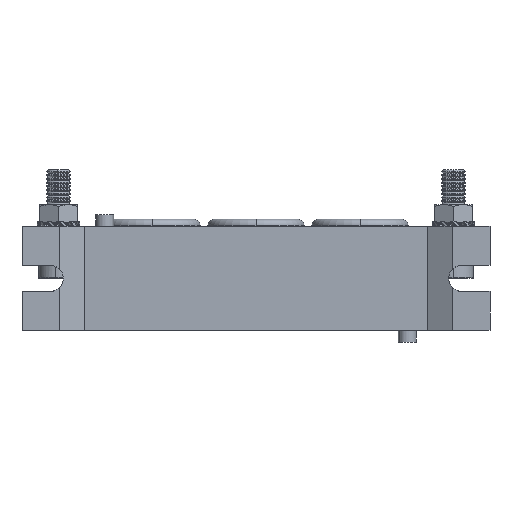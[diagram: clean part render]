
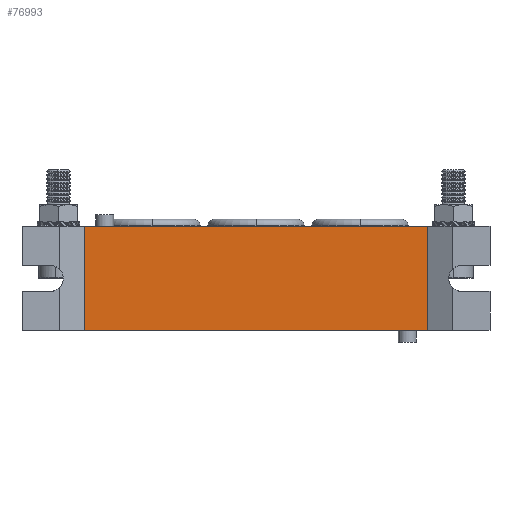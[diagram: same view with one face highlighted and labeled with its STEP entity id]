
A CAD part, front view. The second image highlights one B-rep face of the part: STEP entity #76993.
In plain terms, the highlighted planar face has unit normal (0, -1, 0).
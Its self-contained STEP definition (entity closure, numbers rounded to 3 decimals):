
#5637 = VERTEX_POINT ( 'NONE', #41446 ) ;
#7138 = VECTOR ( 'NONE', #39704, 1000. ) ;
#12118 = AXIS2_PLACEMENT_3D ( 'NONE', #67712, #30244, #73966 ) ;
#13387 = ORIENTED_EDGE ( 'NONE', *, *, #76756, .F. ) ;
#14476 = CARTESIAN_POINT ( 'NONE',  ( 36.304, 3., 0. ) ) ;
#15121 = LINE ( 'NONE', #45624, #29831 ) ;
#16056 = VECTOR ( 'NONE', #44230, 1000. ) ;
#16340 = EDGE_CURVE ( 'NONE', #44778, #20555, #78697, .T. ) ;
#16538 = EDGE_LOOP ( 'NONE', ( #13387, #16813, #55622, #54139 ) ) ;
#16813 = ORIENTED_EDGE ( 'NONE', *, *, #16340, .F. ) ;
#16978 = VECTOR ( 'NONE', #51262, 1000. ) ;
#20555 = VERTEX_POINT ( 'NONE', #14476 ) ;
#20664 = DIRECTION ( 'NONE',  ( -1., 0., 0. ) ) ;
#20924 = FACE_OUTER_BOUND ( 'NONE', #16538, .T. ) ;
#25336 = CARTESIAN_POINT ( 'NONE',  ( 36.304, 3., 22. ) ) ;
#26131 = CARTESIAN_POINT ( 'NONE',  ( -36.304, 3., 22. ) ) ;
#26580 = CARTESIAN_POINT ( 'NONE',  ( 36.304, 3., 22. ) ) ;
#26786 = EDGE_CURVE ( 'NONE', #5637, #55033, #48334, .T. ) ;
#29831 = VECTOR ( 'NONE', #20664, 1000. ) ;
#30244 = DIRECTION ( 'NONE',  ( 0., -1., 0. ) ) ;
#39704 = DIRECTION ( 'NONE',  ( -1., 0., 0. ) ) ;
#41446 = CARTESIAN_POINT ( 'NONE',  ( -36.304, 3., 22. ) ) ;
#42539 = PLANE ( 'NONE',  #12118 ) ;
#43166 = CARTESIAN_POINT ( 'NONE',  ( -36.304, 3., 0. ) ) ;
#44230 = DIRECTION ( 'NONE',  ( 0., 0., -1. ) ) ;
#44778 = VERTEX_POINT ( 'NONE', #26580 ) ;
#45624 = CARTESIAN_POINT ( 'NONE',  ( 0., 3., 0. ) ) ;
#46005 = CARTESIAN_POINT ( 'NONE',  ( 0., 3., 22. ) ) ;
#48334 = LINE ( 'NONE', #26131, #16978 ) ;
#51262 = DIRECTION ( 'NONE',  ( 0., 0., -1. ) ) ;
#54139 = ORIENTED_EDGE ( 'NONE', *, *, #26786, .T. ) ;
#55033 = VERTEX_POINT ( 'NONE', #43166 ) ;
#55622 = ORIENTED_EDGE ( 'NONE', *, *, #67458, .T. ) ;
#57125 = LINE ( 'NONE', #46005, #7138 ) ;
#67458 = EDGE_CURVE ( 'NONE', #44778, #5637, #57125, .T. ) ;
#67712 = CARTESIAN_POINT ( 'NONE',  ( 0., 3., 22. ) ) ;
#73966 = DIRECTION ( 'NONE',  ( 1., 0., 0. ) ) ;
#76756 = EDGE_CURVE ( 'NONE', #20555, #55033, #15121, .T. ) ;
#76993 = ADVANCED_FACE ( 'NONE', ( #20924 ), #42539, .T. ) ;
#78697 = LINE ( 'NONE', #25336, #16056 ) ;
